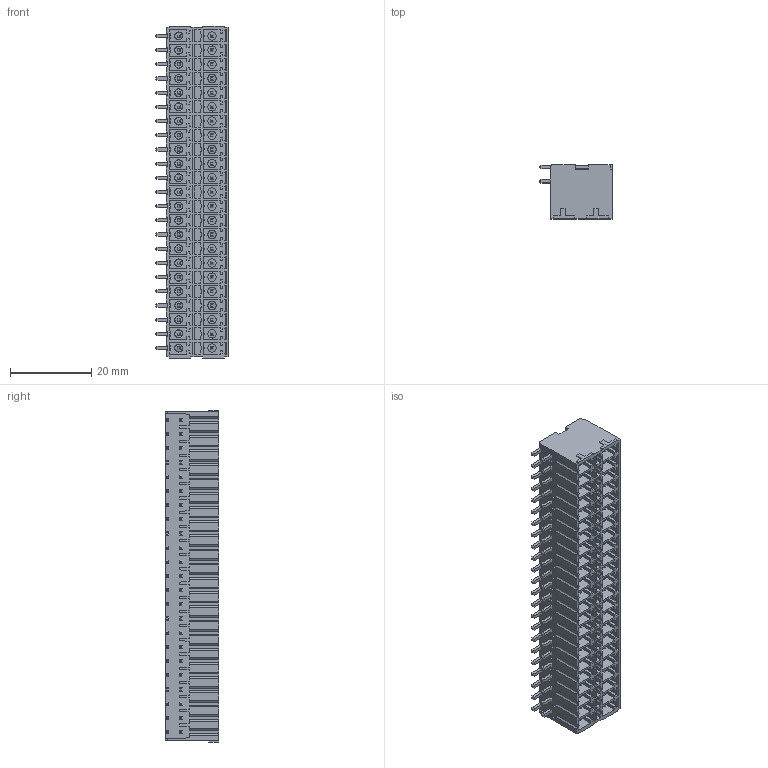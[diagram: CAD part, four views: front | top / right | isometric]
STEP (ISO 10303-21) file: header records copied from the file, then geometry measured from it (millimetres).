
FILE_DESCRIPTION((''),'2;1');
FILE_NAME('TLPHDC-007R-1','2024-09-14T10:39:14',('sheji109'),(''),'CREO PARAMETRIC BY PTC INC, 2018100','CREO PARAMETRIC BY PTC INC, 2018100','');
FILE_SCHEMA(('AUTOMOTIVE_DESIGN { 1 0 10303 214 1 1 1 1 }'));
Products named in the file (1): TLPHDC-007R-1
Bounding box: 17.8 x 13.3 x 81.9 mm (x, y, z)
Volume: 11099.9 mm3; surface area: 14184 mm2
Topology: 1 solids, 1 shells, 2503 faces, 6514 edges, 4220 vertices
Faces by surface type: plane 2225, cylinder 186, cone 92
Entity records: 75416 total; most frequent: CARTESIAN_POINT 13703, ORIENTED_EDGE 13028, DIRECTION 11934, EDGE_CURVE 6514, VECTOR 5912, LINE 5912, VERTEX_POINT 4220, AXIS2_PLACEMENT_3D 3011
